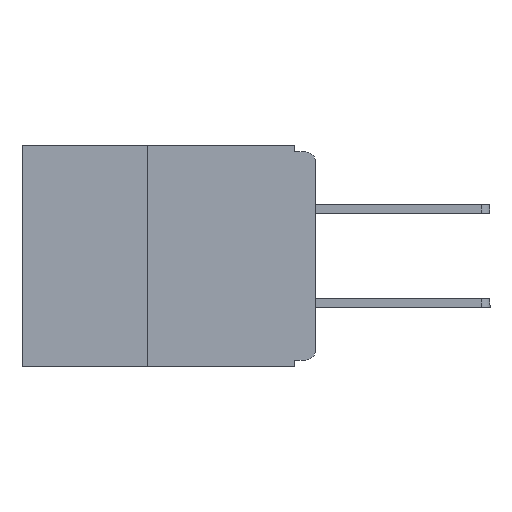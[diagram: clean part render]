
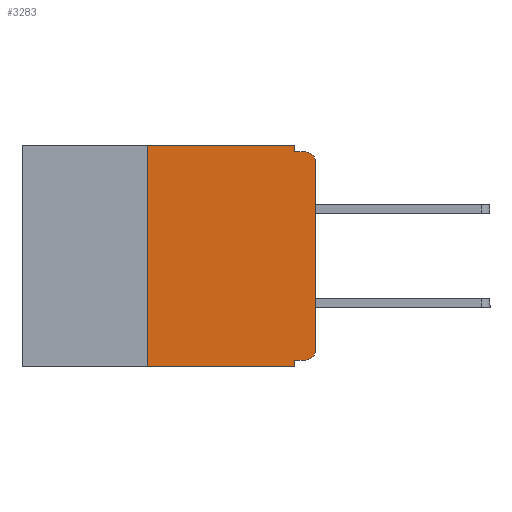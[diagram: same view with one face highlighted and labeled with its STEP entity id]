
A CAD part, left-side view. The second image highlights one B-rep face of the part: STEP entity #3283.
In plain terms, the highlighted planar face has unit normal (-1, 0, 0).
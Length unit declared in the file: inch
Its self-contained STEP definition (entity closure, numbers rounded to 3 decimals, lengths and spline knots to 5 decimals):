
#130 = CARTESIAN_POINT ( 'NONE',  ( 0., 0., -0.01 ) ) ;
#521 = LINE ( 'NONE', #14485, #5169 ) ;
#988 = VERTEX_POINT ( 'NONE', #20849 ) ;
#1321 = VECTOR ( 'NONE', #24880, 39.37008 ) ;
#1390 = CARTESIAN_POINT ( 'NONE',  ( 0., 0.437, -0.33 ) ) ;
#1554 = CARTESIAN_POINT ( 'NONE',  ( 0., 0.015, -0.01 ) ) ;
#1825 = CARTESIAN_POINT ( 'NONE',  ( 0., 0.031, -0.33 ) ) ;
#2183 = EDGE_CURVE ( 'NONE', #3068, #11954, #24280, .T. ) ;
#2896 = CARTESIAN_POINT ( 'NONE',  ( 0., 0.25, 0. ) ) ;
#3068 = VERTEX_POINT ( 'NONE', #15030 ) ;
#3088 = AXIS2_PLACEMENT_3D ( 'NONE', #12744, #12689, #12664 ) ;
#3283 = ADVANCED_FACE ( 'NONE', ( #5177 ), #12908, .F. ) ;
#3458 = CIRCLE ( 'NONE', #16754, 0.015 ) ;
#4007 = DIRECTION ( 'NONE',  ( 0., 0., 1. ) ) ;
#4775 = CARTESIAN_POINT ( 'NONE',  ( 0., 0.25, -0.33 ) ) ;
#4845 = VECTOR ( 'NONE', #15342, 39.37008 ) ;
#5059 = LINE ( 'NONE', #130, #19947 ) ;
#5169 = VECTOR ( 'NONE', #10656, 39.37008 ) ;
#5177 = FACE_OUTER_BOUND ( 'NONE', #19136, .T. ) ;
#5466 = LINE ( 'NONE', #9475, #4845 ) ;
#5481 = EDGE_CURVE ( 'NONE', #16440, #9529, #5059, .T. ) ;
#5629 = CARTESIAN_POINT ( 'NONE',  ( 0., 0., 0. ) ) ;
#5720 = VERTEX_POINT ( 'NONE', #20339 ) ;
#5933 = CARTESIAN_POINT ( 'NONE',  ( 0., 0.031, -0.01 ) ) ;
#6241 = ORIENTED_EDGE ( 'NONE', *, *, #2183, .F. ) ;
#6598 = VERTEX_POINT ( 'NONE', #19041 ) ;
#7582 = DIRECTION ( 'NONE',  ( 0., 0., 1. ) ) ;
#7648 = EDGE_CURVE ( 'NONE', #3068, #17944, #11129, .T. ) ;
#8110 = AXIS2_PLACEMENT_3D ( 'NONE', #21656, #10107, #23587 ) ;
#8638 = EDGE_CURVE ( 'NONE', #21325, #988, #521, .T. ) ;
#8745 = LINE ( 'NONE', #5629, #22984 ) ;
#8874 = VECTOR ( 'NONE', #18967, 39.37008 ) ;
#8884 = VECTOR ( 'NONE', #4007, 39.37008 ) ;
#9475 = CARTESIAN_POINT ( 'NONE',  ( 0., 0.031, 0. ) ) ;
#9529 = VERTEX_POINT ( 'NONE', #1554 ) ;
#9567 = EDGE_CURVE ( 'NONE', #5720, #16440, #5466, .T. ) ;
#9834 = CARTESIAN_POINT ( 'NONE',  ( 0., 0.015, -0.32 ) ) ;
#10107 = DIRECTION ( 'NONE',  ( -1., 0., 0. ) ) ;
#10615 = ORIENTED_EDGE ( 'NONE', *, *, #22989, .F. ) ;
#10656 = DIRECTION ( 'NONE',  ( 0., 1., 0. ) ) ;
#11129 = LINE ( 'NONE', #1390, #8874 ) ;
#11490 = CARTESIAN_POINT ( 'NONE',  ( 0., 0.015, -0.025 ) ) ;
#11954 = VERTEX_POINT ( 'NONE', #2896 ) ;
#12664 = DIRECTION ( 'NONE',  ( 0., 0., -1. ) ) ;
#12689 = DIRECTION ( 'NONE',  ( 1., 0., 0. ) ) ;
#12744 = CARTESIAN_POINT ( 'NONE',  ( 0., 0.437, 0. ) ) ;
#12908 = PLANE ( 'NONE',  #3088 ) ;
#13447 = DIRECTION ( 'NONE',  ( 0., 0., -1. ) ) ;
#13632 = DIRECTION ( 'NONE',  ( 0., 0., -1. ) ) ;
#14030 = ORIENTED_EDGE ( 'NONE', *, *, #21845, .T. ) ;
#14306 = VECTOR ( 'NONE', #13632, 39.37008 ) ;
#14485 = CARTESIAN_POINT ( 'NONE',  ( 0., 0., -0.32 ) ) ;
#14965 = ORIENTED_EDGE ( 'NONE', *, *, #5481, .F. ) ;
#15030 = CARTESIAN_POINT ( 'NONE',  ( 0., 0.25, -0.33 ) ) ;
#15342 = DIRECTION ( 'NONE',  ( 0., 0., -1. ) ) ;
#16440 = VERTEX_POINT ( 'NONE', #5933 ) ;
#16754 = AXIS2_PLACEMENT_3D ( 'NONE', #11490, #24868, #13447 ) ;
#16982 = EDGE_CURVE ( 'NONE', #988, #17944, #24455, .T. ) ;
#17156 = ORIENTED_EDGE ( 'NONE', *, *, #21431, .T. ) ;
#17913 = CIRCLE ( 'NONE', #8110, 0.015 ) ;
#17944 = VERTEX_POINT ( 'NONE', #18620 ) ;
#18202 = CARTESIAN_POINT ( 'NONE',  ( 0., 0., -0.305 ) ) ;
#18620 = CARTESIAN_POINT ( 'NONE',  ( 0., 0.031, -0.33 ) ) ;
#18967 = DIRECTION ( 'NONE',  ( 0., -1., 0. ) ) ;
#19041 = CARTESIAN_POINT ( 'NONE',  ( 0., 0., -0.025 ) ) ;
#19136 = EDGE_LOOP ( 'NONE', ( #14030, #24594, #14965, #19584, #10615, #6241, #20024, #19782, #19478, #17156 ) ) ;
#19434 = EDGE_CURVE ( 'NONE', #6598, #9529, #3458, .T. ) ;
#19478 = ORIENTED_EDGE ( 'NONE', *, *, #8638, .F. ) ;
#19584 = ORIENTED_EDGE ( 'NONE', *, *, #9567, .F. ) ;
#19782 = ORIENTED_EDGE ( 'NONE', *, *, #16982, .F. ) ;
#19947 = VECTOR ( 'NONE', #21513, 39.37008 ) ;
#20024 = ORIENTED_EDGE ( 'NONE', *, *, #7648, .T. ) ;
#20339 = CARTESIAN_POINT ( 'NONE',  ( 0., 0.031, 0. ) ) ;
#20849 = CARTESIAN_POINT ( 'NONE',  ( 0., 0.031, -0.32 ) ) ;
#21325 = VERTEX_POINT ( 'NONE', #9834 ) ;
#21431 = EDGE_CURVE ( 'NONE', #21325, #23950, #17913, .T. ) ;
#21513 = DIRECTION ( 'NONE',  ( 0., -1., 0. ) ) ;
#21656 = CARTESIAN_POINT ( 'NONE',  ( 0., 0.015, -0.305 ) ) ;
#21845 = EDGE_CURVE ( 'NONE', #23950, #6598, #8745, .T. ) ;
#22017 = LINE ( 'NONE', #23018, #1321 ) ;
#22984 = VECTOR ( 'NONE', #7582, 39.37008 ) ;
#22989 = EDGE_CURVE ( 'NONE', #11954, #5720, #22017, .T. ) ;
#23018 = CARTESIAN_POINT ( 'NONE',  ( 0., 0.437, 0. ) ) ;
#23587 = DIRECTION ( 'NONE',  ( 0., 0., -1. ) ) ;
#23950 = VERTEX_POINT ( 'NONE', #18202 ) ;
#24280 = LINE ( 'NONE', #4775, #8884 ) ;
#24455 = LINE ( 'NONE', #1825, #14306 ) ;
#24594 = ORIENTED_EDGE ( 'NONE', *, *, #19434, .T. ) ;
#24868 = DIRECTION ( 'NONE',  ( -1., 0., 0. ) ) ;
#24880 = DIRECTION ( 'NONE',  ( 0., -1., 0. ) ) ;
